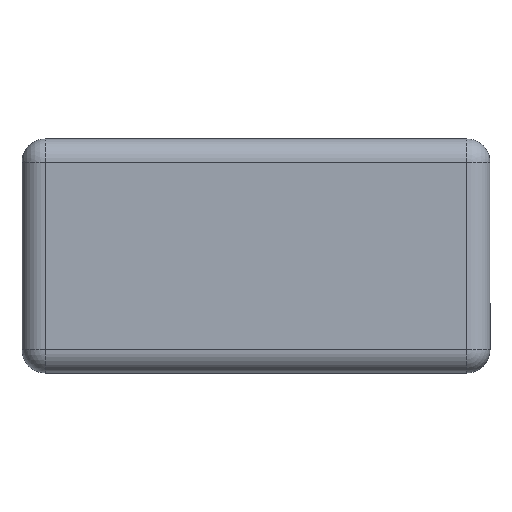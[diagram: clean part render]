
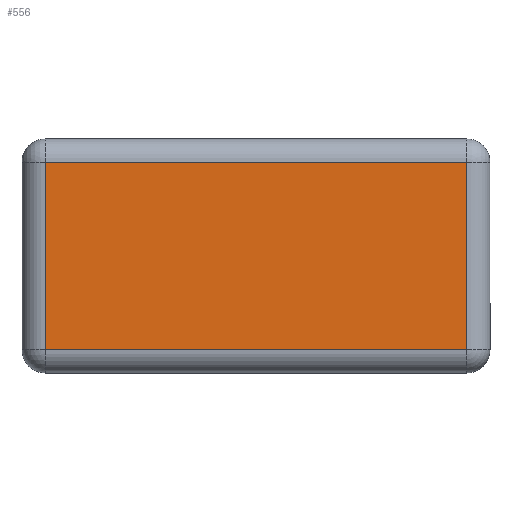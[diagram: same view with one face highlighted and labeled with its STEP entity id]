
A CAD part, top view. The second image highlights one B-rep face of the part: STEP entity #556.
In plain terms, the highlighted planar face has unit normal (0, 0, 1).
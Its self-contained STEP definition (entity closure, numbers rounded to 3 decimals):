
#2 = VECTOR ( 'NONE', #120, 1000. ) ;
#20 = CARTESIAN_POINT ( 'NONE',  ( 3., 3., 18. ) ) ;
#30 = DIRECTION ( 'NONE',  ( 0., -1., 0. ) ) ;
#33 = CARTESIAN_POINT ( 'NONE',  ( 0., 0., 18. ) ) ;
#42 = VERTEX_POINT ( 'NONE', #20 ) ;
#48 = VECTOR ( 'NONE', #263, 1000. ) ;
#53 = EDGE_LOOP ( 'NONE', ( #335, #224, #473, #190 ) ) ;
#120 = DIRECTION ( 'NONE',  ( 0., 1., 0. ) ) ;
#147 = CARTESIAN_POINT ( 'NONE',  ( 0., 27., 18. ) ) ;
#189 = EDGE_CURVE ( 'NONE', #464, #536, #694, .T. ) ;
#190 = ORIENTED_EDGE ( 'NONE', *, *, #522, .T. ) ;
#196 = PLANE ( 'NONE',  #326 ) ;
#198 = LINE ( 'NONE', #205, #418 ) ;
#205 = CARTESIAN_POINT ( 'NONE',  ( 0., 3., 18. ) ) ;
#218 = VERTEX_POINT ( 'NONE', #585 ) ;
#224 = ORIENTED_EDGE ( 'NONE', *, *, #673, .T. ) ;
#262 = FACE_OUTER_BOUND ( 'NONE', #53, .T. ) ;
#263 = DIRECTION ( 'NONE',  ( -1., 0., 0. ) ) ;
#326 = AXIS2_PLACEMENT_3D ( 'NONE', #33, #680, #584 ) ;
#335 = ORIENTED_EDGE ( 'NONE', *, *, #587, .T. ) ;
#371 = CARTESIAN_POINT ( 'NONE',  ( 3., 0., 18. ) ) ;
#418 = VECTOR ( 'NONE', #419, 1000. ) ;
#419 = DIRECTION ( 'NONE',  ( 1., 0., 0. ) ) ;
#464 = VERTEX_POINT ( 'NONE', #569 ) ;
#472 = LINE ( 'NONE', #371, #631 ) ;
#473 = ORIENTED_EDGE ( 'NONE', *, *, #189, .T. ) ;
#522 = EDGE_CURVE ( 'NONE', #536, #42, #472, .T. ) ;
#536 = VERTEX_POINT ( 'NONE', #571 ) ;
#556 = ADVANCED_FACE ( 'NONE', ( #262 ), #196, .F. ) ;
#569 = CARTESIAN_POINT ( 'NONE',  ( 57., 27., 18. ) ) ;
#571 = CARTESIAN_POINT ( 'NONE',  ( 3., 27., 18. ) ) ;
#584 = DIRECTION ( 'NONE',  ( -1., 0., 0. ) ) ;
#585 = CARTESIAN_POINT ( 'NONE',  ( 57., 3., 18. ) ) ;
#587 = EDGE_CURVE ( 'NONE', #42, #218, #198, .T. ) ;
#631 = VECTOR ( 'NONE', #30, 1000. ) ;
#644 = LINE ( 'NONE', #697, #2 ) ;
#673 = EDGE_CURVE ( 'NONE', #218, #464, #644, .T. ) ;
#680 = DIRECTION ( 'NONE',  ( 0., 0., -1. ) ) ;
#694 = LINE ( 'NONE', #147, #48 ) ;
#697 = CARTESIAN_POINT ( 'NONE',  ( 57., 0., 18. ) ) ;
